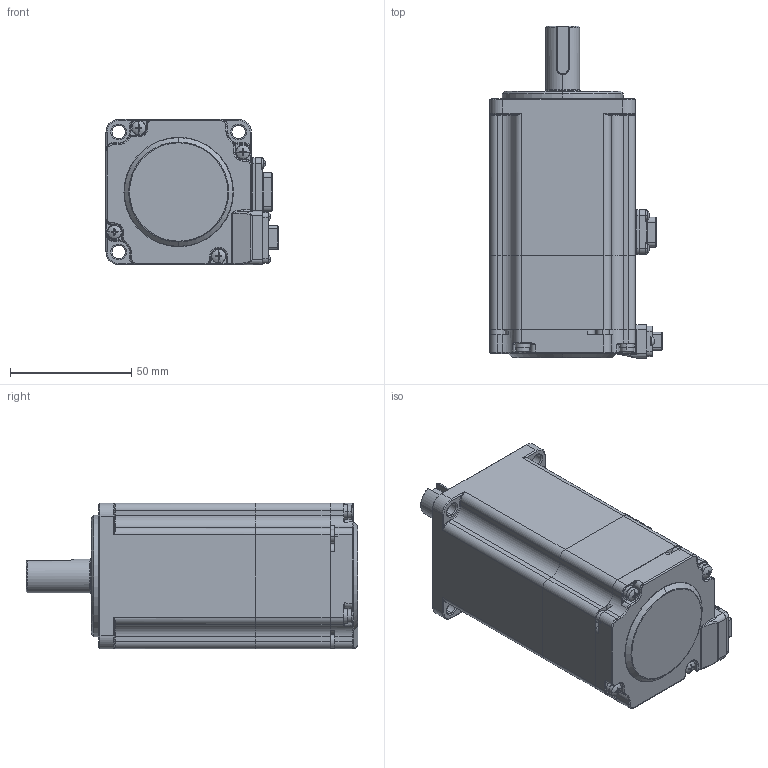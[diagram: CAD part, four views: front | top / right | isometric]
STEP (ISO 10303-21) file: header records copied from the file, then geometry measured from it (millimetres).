
FILE_DESCRIPTION (( 'STEP AP203' ), '1' );
FILE_NAME ('MS6H-60CM30BZ3-20P4-S.STEP', '2024-06-25T11:21:30', ( '' ), ( '' ), 'SwSTEP 2.0', 'SolidWorks 2022', '' );
FILE_SCHEMA (( 'CONFIG_CONTROL_DESIGN' ));
Length unit declared in the file: millimetre
Products named in the file (1): MS6H-60CM30BZ3-20P4-S
Bounding box: 71 x 136.95 x 60 mm (x, y, z)
Surface area: 37798.6 mm2 (no closed solid volume)
Topology: 0 solids, 28 shells, 807 faces, 2587 edges, 1757 vertices
Faces by surface type: plane 374, cylinder 256, torus 77, bspline 54, cone 30, sphere 16
Entity records: 30181 total; most frequent: CARTESIAN_POINT 7594, DIRECTION 4905, ORIENTED_EDGE 4245, EDGE_CURVE 2569, VERTEX_POINT 1757, AXIS2_PLACEMENT_3D 1737, VECTOR 1431, LINE 1431
